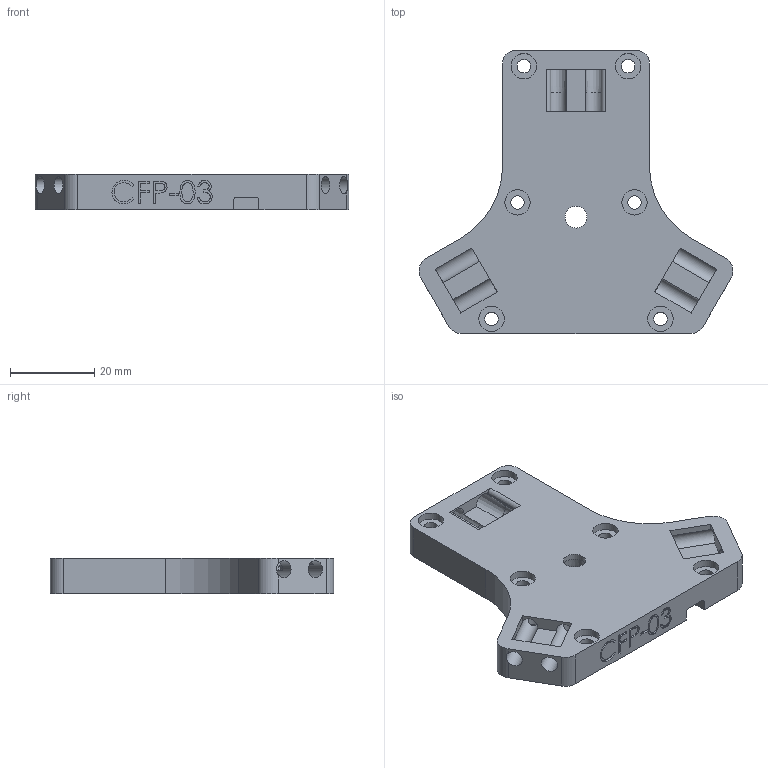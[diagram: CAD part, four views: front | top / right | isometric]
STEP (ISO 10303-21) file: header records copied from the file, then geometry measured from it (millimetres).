
FILE_DESCRIPTION(/* description */ (''),/* implementation_level */ '2;1');
FILE_NAME(/* name */ 'carriage_coupling_plate_assembly.step',/* time_stamp */ '2021-03-31T22:03:05-04:00',/* author */ (''),/* organization */ (''),/* preprocessor_version */ 'ST-DEVELOPER v18.1',/* originating_system */ 'Autodesk Translation Framework v9.10.0.1330',/* authorisation */ '');
FILE_SCHEMA (('AUTOMOTIVE_DESIGN { 1 0 10303 214 3 1 1 }'));
Length unit declared in the file: millimetre
Products named in the file (2): carriage_coupling_plate_assembly; carriage_Carriage Front Plate
Assembly tree (1 placements, depth 2):
  carriage_coupling_plate_assembly
    carriage_Carriage Front Plate
Bounding box: 74.3 x 67.07 x 8.4 mm (x, y, z)
Volume: 22368.9 mm3; surface area: 10825.6 mm2
Topology: 1 solids, 1 shells, 195 faces, 540 edges, 362 vertices
Faces by surface type: plane 106, cylinder 44, bspline 42, cone 3
Full cylindrical faces by diameter (mm): 2.9 x6, 3 x1, 3.2 x6, 4 x6, 5.2 x1, 6 x6
Entity records: 8890 total; most frequent: CARTESIAN_POINT 3997, ORIENTED_EDGE 1080, DIRECTION 848, EDGE_CURVE 540, VERTEX_POINT 362, LINE 322, VECTOR 322, AXIS2_PLACEMENT_3D 263
